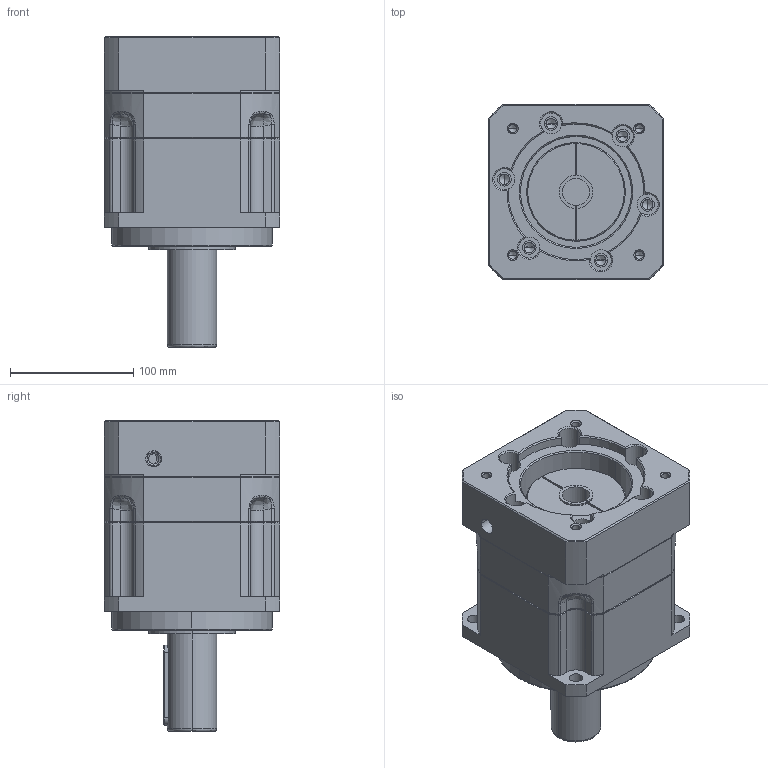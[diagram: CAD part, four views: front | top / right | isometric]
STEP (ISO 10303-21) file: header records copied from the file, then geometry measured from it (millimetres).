
FILE_DESCRIPTION (( 'STEP AP214' ), '1' );
FILE_NAME ('SB142-L1-22-110-145M8.STEP', '2024-01-06T07:41:16', ( 'admin' ), ( '' ), 'SwSTEP 2.0', 'SolidWorks 2013', '' );
FILE_SCHEMA (( 'AUTOMOTIVE_DESIGN' ));
Length unit declared in the file: millimetre
Products named in the file (5): 24-22_X2_53D85F845957_X0_; SB142-110-145M8; SB142_X2_58F34F537AEF_X0_-24; SB142_X2_8F9351FA7AEF_X0_; SB142-L1-22-110-145M8
Assembly tree (4 placements, depth 2):
  SB142-L1-22-110-145M8
    SB142_X2_8F9351FA7AEF_X0_
    SB142_X2_58F34F537AEF_X0_-24
    SB142-110-145M8
    24-22_X2_53D85F845957_X0_
Bounding box: 142 x 142 x 252 mm (x, y, z)
Volume: 3419990.2 mm3; surface area: 342756 mm2
Topology: 5 solids, 5 shells, 520 faces, 1282 edges, 782 vertices
Faces by surface type: cylinder 206, plane 146, cone 133, bspline 35
Entity records: 25208 total; most frequent: CARTESIAN_POINT 7166, DIRECTION 2576, ORIENTED_EDGE 2504, EDGE_CURVE 1252, AXIS2_PLACEMENT_3D 1024, VERTEX_POINT 782, EDGE_LOOP 594, UNCERTAINTY_MEASURE_WITH_UNIT 534
